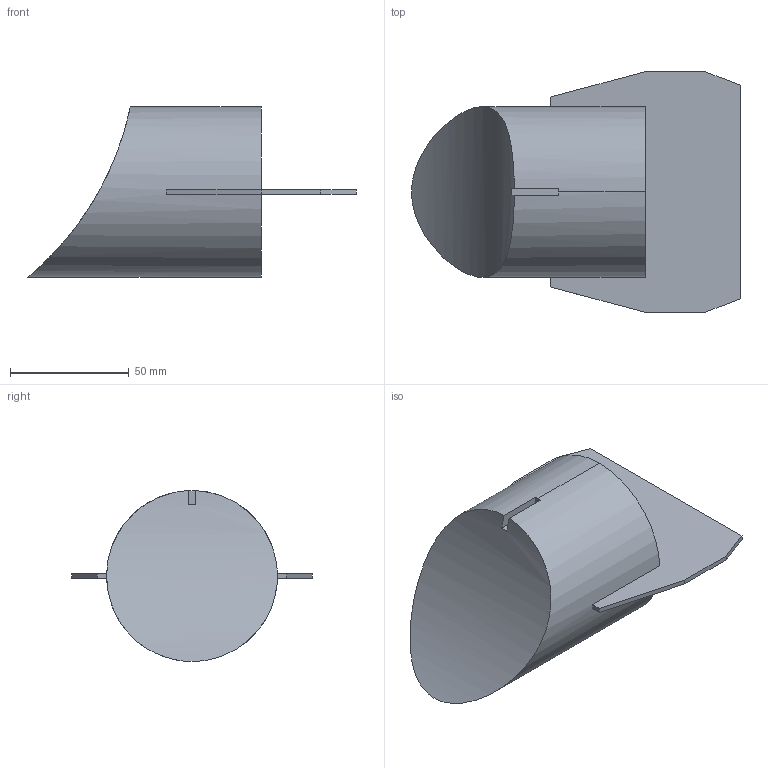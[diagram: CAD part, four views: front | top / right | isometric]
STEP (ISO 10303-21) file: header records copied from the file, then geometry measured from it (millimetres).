
FILE_DESCRIPTION((''),'2;1');
FILE_NAME('TAIL_TURBINE','2008-09-05T',('mmeadows'),(''),'PRO/ENGINEER BY PARAMETRIC TECHNOLOGY CORPORATION, 2008340','PRO/ENGINEER BY PARAMETRIC TECHNOLOGY CORPORATION, 2008340','');
FILE_SCHEMA(('AUTOMOTIVE_DESIGN { 1 0 10303 214 1 1 1 1 }'));
Length unit declared in the file: centimetre
Products named in the file (1): TAIL_TURBINE
Bounding box: 138.52 x 101.44 x 72 mm (x, y, z)
Volume: 296636.7 mm3; surface area: 35201.9 mm2
Topology: 1 solids, 1 shells, 20 faces, 56 edges, 40 vertices
Faces by surface type: plane 17, cylinder 3
Entity records: 927 total; most frequent: CARTESIAN_POINT 165, DIRECTION 112, ORIENTED_EDGE 108, PRESENTATION_STYLE_ASSIGNMENT 58, STYLED_ITEM 58, CURVE_STYLE 57, EDGE_CURVE 54, VECTOR 44
